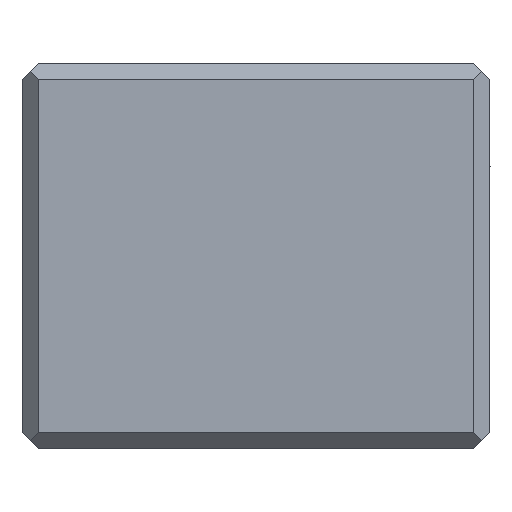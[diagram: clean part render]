
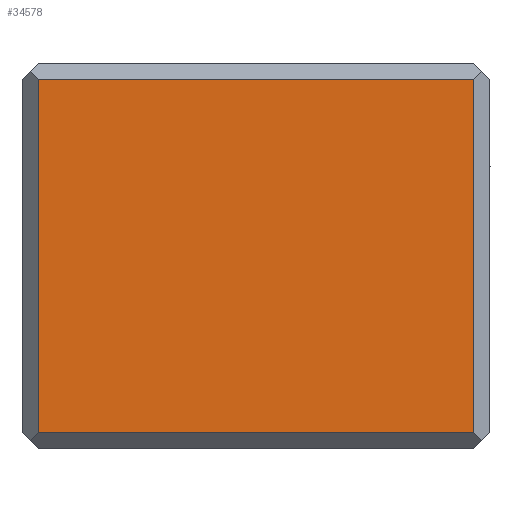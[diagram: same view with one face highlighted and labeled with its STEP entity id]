
A CAD part, left-side view. The second image highlights one B-rep face of the part: STEP entity #34578.
In plain terms, the highlighted planar face has unit normal (-1, 0, 0).
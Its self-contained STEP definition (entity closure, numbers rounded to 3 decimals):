
#1144 = EDGE_LOOP ( 'NONE', ( #34078, #11064, #23360, #24115 ) ) ;
#1339 = VERTEX_POINT ( 'NONE', #4037 ) ;
#1748 = EDGE_CURVE ( 'NONE', #24709, #1339, #33983, .T. ) ;
#3028 = VECTOR ( 'NONE', #8952, 1000. ) ;
#4037 = CARTESIAN_POINT ( 'NONE',  ( -15.9, 27.05, 10.85 ) ) ;
#4041 = CARTESIAN_POINT ( 'NONE',  ( -15.9, 0.55, 10.85 ) ) ;
#4097 = DIRECTION ( 'NONE',  ( 0., 1., 0. ) ) ;
#4854 = DIRECTION ( 'NONE',  ( 0., 0., 1. ) ) ;
#5561 = VERTEX_POINT ( 'NONE', #29185 ) ;
#5615 = CARTESIAN_POINT ( 'NONE',  ( -15.9, 0.55, 10.65 ) ) ;
#5970 = DIRECTION ( 'NONE',  ( 0., 0., -1. ) ) ;
#6928 = CARTESIAN_POINT ( 'NONE',  ( -15.9, 27.05, 0. ) ) ;
#7651 = CARTESIAN_POINT ( 'NONE',  ( -15.9, 27.6, 10.65 ) ) ;
#8046 = EDGE_CURVE ( 'NONE', #24709, #5561, #24281, .T. ) ;
#8952 = DIRECTION ( 'NONE',  ( 0., -1., 0. ) ) ;
#11064 = ORIENTED_EDGE ( 'NONE', *, *, #25485, .T. ) ;
#13403 = VECTOR ( 'NONE', #4097, 1000. ) ;
#16474 = CARTESIAN_POINT ( 'NONE',  ( -15.9, 27.05, -10.65 ) ) ;
#17236 = CARTESIAN_POINT ( 'NONE',  ( -15.9, 27.6, 10.85 ) ) ;
#21080 = VERTEX_POINT ( 'NONE', #16474 ) ;
#22122 = LINE ( 'NONE', #6928, #32802 ) ;
#22492 = LINE ( 'NONE', #33385, #3028 ) ;
#23360 = ORIENTED_EDGE ( 'NONE', *, *, #8046, .F. ) ;
#24038 = FACE_OUTER_BOUND ( 'NONE', #1144, .T. ) ;
#24115 = ORIENTED_EDGE ( 'NONE', *, *, #1748, .T. ) ;
#24281 = LINE ( 'NONE', #5615, #28843 ) ;
#24709 = VERTEX_POINT ( 'NONE', #4041 ) ;
#25485 = EDGE_CURVE ( 'NONE', #21080, #5561, #22492, .T. ) ;
#25633 = DIRECTION ( 'NONE',  ( 0., 0., -1. ) ) ;
#28081 = EDGE_CURVE ( 'NONE', #1339, #21080, #22122, .T. ) ;
#28843 = VECTOR ( 'NONE', #5970, 1000. ) ;
#29185 = CARTESIAN_POINT ( 'NONE',  ( -15.9, 0.55, -10.65 ) ) ;
#29579 = DIRECTION ( 'NONE',  ( 1., 0., 0. ) ) ;
#32236 = PLANE ( 'NONE',  #34474 ) ;
#32802 = VECTOR ( 'NONE', #25633, 1000. ) ;
#33385 = CARTESIAN_POINT ( 'NONE',  ( -15.9, 27.6, -10.65 ) ) ;
#33983 = LINE ( 'NONE', #17236, #13403 ) ;
#34078 = ORIENTED_EDGE ( 'NONE', *, *, #28081, .T. ) ;
#34474 = AXIS2_PLACEMENT_3D ( 'NONE', #7651, #29579, #4854 ) ;
#34578 = ADVANCED_FACE ( 'NONE', ( #24038 ), #32236, .F. ) ;
